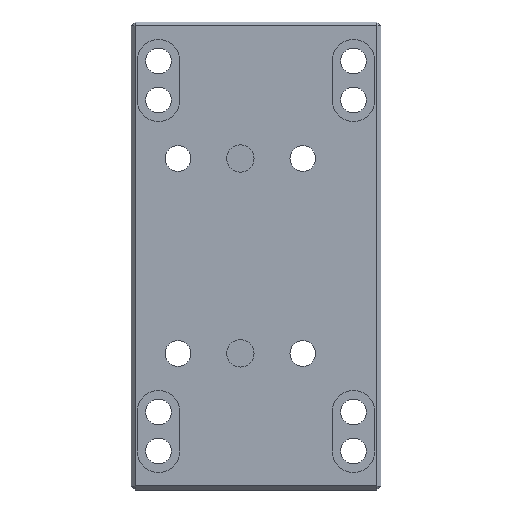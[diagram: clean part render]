
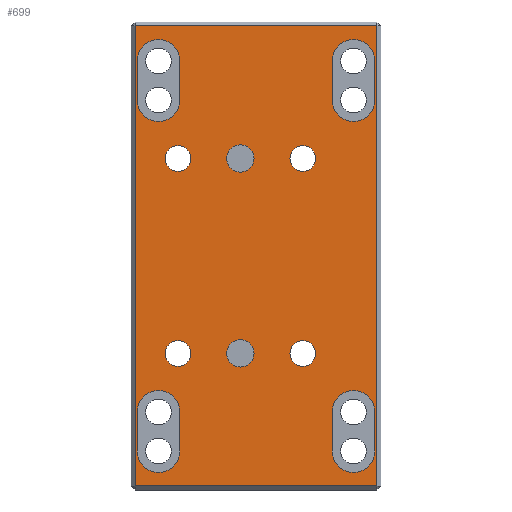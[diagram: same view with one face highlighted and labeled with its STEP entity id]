
A CAD part, top view. The second image highlights one B-rep face of the part: STEP entity #699.
In plain terms, the highlighted planar face has unit normal (0, 0, 1).
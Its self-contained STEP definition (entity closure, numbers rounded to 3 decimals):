
#73=CARTESIAN_POINT('',(-160.614,-221.099,15.0));
#74=VERTEX_POINT('',#73);
#75=CARTESIAN_POINT('',(-160.614,-211.099,15.0));
#76=VERTEX_POINT('',#75);
#77=CARTESIAN_POINT('',(-160.614,-221.099,15.0));
#78=DIRECTION('',(0.0,1.0,0.0));
#79=VECTOR('',#78,10.);
#80=LINE('',#77,#79);
#81=EDGE_CURVE('',#74,#76,#80,.T.);
#113=CARTESIAN_POINT('',(-149.614,-211.099,15.0));
#114=VERTEX_POINT('',#113);
#115=CARTESIAN_POINT('',(-149.614,-221.099,15.0));
#116=VERTEX_POINT('',#115);
#117=CARTESIAN_POINT('',(-149.614,-211.099,15.0));
#118=DIRECTION('',(0.0,-1.0,0.0));
#119=VECTOR('',#118,10.);
#120=LINE('',#117,#119);
#121=EDGE_CURVE('',#114,#116,#120,.T.);
#153=CARTESIAN_POINT('',(-110.614,-221.099,15.0));
#154=VERTEX_POINT('',#153);
#155=CARTESIAN_POINT('',(-110.614,-211.099,15.0));
#156=VERTEX_POINT('',#155);
#157=CARTESIAN_POINT('',(-110.614,-221.099,15.0));
#158=DIRECTION('',(0.0,1.0,0.0));
#159=VECTOR('',#158,10.);
#160=LINE('',#157,#159);
#161=EDGE_CURVE('',#154,#156,#160,.T.);
#193=CARTESIAN_POINT('',(-99.614,-211.099,15.0));
#194=VERTEX_POINT('',#193);
#195=CARTESIAN_POINT('',(-99.614,-221.099,15.0));
#196=VERTEX_POINT('',#195);
#197=CARTESIAN_POINT('',(-99.614,-211.099,15.0));
#198=DIRECTION('',(0.0,-1.0,0.0));
#199=VECTOR('',#198,10.);
#200=LINE('',#197,#199);
#201=EDGE_CURVE('',#194,#196,#200,.T.);
#233=CARTESIAN_POINT('',(-99.614,-301.099,15.0));
#234=VERTEX_POINT('',#233);
#235=CARTESIAN_POINT('',(-99.614,-311.099,15.0));
#236=VERTEX_POINT('',#235);
#237=CARTESIAN_POINT('',(-99.614,-301.099,15.0));
#238=DIRECTION('',(0.0,-1.0,0.0));
#239=VECTOR('',#238,10.);
#240=LINE('',#237,#239);
#241=EDGE_CURVE('',#234,#236,#240,.T.);
#273=CARTESIAN_POINT('',(-110.614,-311.099,15.0));
#274=VERTEX_POINT('',#273);
#275=CARTESIAN_POINT('',(-110.614,-301.099,15.0));
#276=VERTEX_POINT('',#275);
#277=CARTESIAN_POINT('',(-110.614,-311.099,15.0));
#278=DIRECTION('',(0.0,1.0,0.0));
#279=VECTOR('',#278,10.);
#280=LINE('',#277,#279);
#281=EDGE_CURVE('',#274,#276,#280,.T.);
#313=CARTESIAN_POINT('',(-149.614,-301.099,15.0));
#314=VERTEX_POINT('',#313);
#315=CARTESIAN_POINT('',(-149.614,-311.099,15.0));
#316=VERTEX_POINT('',#315);
#317=CARTESIAN_POINT('',(-149.614,-301.099,15.0));
#318=DIRECTION('',(0.0,-1.0,0.0));
#319=VECTOR('',#318,10.);
#320=LINE('',#317,#319);
#321=EDGE_CURVE('',#314,#316,#320,.T.);
#353=CARTESIAN_POINT('',(-160.614,-311.099,15.0));
#354=VERTEX_POINT('',#353);
#355=CARTESIAN_POINT('',(-160.614,-301.099,15.0));
#356=VERTEX_POINT('',#355);
#357=CARTESIAN_POINT('',(-160.614,-311.099,15.0));
#358=DIRECTION('',(0.0,1.0,0.0));
#359=VECTOR('',#358,10.);
#360=LINE('',#357,#359);
#361=EDGE_CURVE('',#354,#356,#360,.T.);
#402=CARTESIAN_POINT('',(-155.114,-211.099,15.0));
#403=DIRECTION('',(0.0,0.0,-1.0));
#404=DIRECTION('',(1.0,0.0,0.0));
#405=AXIS2_PLACEMENT_3D('',#402,#403,#404);
#406=CIRCLE('',#405,5.5);
#407=EDGE_CURVE('',#76,#114,#406,.T.);
#466=CARTESIAN_POINT('',(-105.114,-211.099,15.0));
#467=DIRECTION('',(0.0,0.0,-1.0));
#468=DIRECTION('',(1.0,0.0,0.0));
#469=AXIS2_PLACEMENT_3D('',#466,#467,#468);
#470=CIRCLE('',#469,5.5);
#471=EDGE_CURVE('',#156,#194,#470,.T.);
#530=CARTESIAN_POINT('',(-105.114,-311.099,15.0));
#531=DIRECTION('',(0.0,0.0,-1.0));
#532=DIRECTION('',(1.0,0.0,0.0));
#533=AXIS2_PLACEMENT_3D('',#530,#531,#532);
#534=CIRCLE('',#533,5.5);
#535=EDGE_CURVE('',#236,#274,#534,.T.);
#540=CARTESIAN_POINT('',(-130.114,-261.099,15.0));
#541=DIRECTION('',(0.0,0.0,1.0));
#542=DIRECTION('',(1.0,0.0,0.0));
#543=AXIS2_PLACEMENT_3D('',#540,#541,#542);
#544=PLANE('',#543);
#545=CARTESIAN_POINT('',(-161.114,-202.099,15.0));
#546=VERTEX_POINT('',#545);
#547=CARTESIAN_POINT('',(-99.114,-202.099,15.0));
#548=VERTEX_POINT('',#547);
#549=CARTESIAN_POINT('',(-161.114,-202.099,15.0));
#550=DIRECTION('',(1.0,0.0,0.0));
#551=VECTOR('',#550,62.);
#552=LINE('',#549,#551);
#553=EDGE_CURVE('',#546,#548,#552,.T.);
#554=ORIENTED_EDGE('',*,*,#553,.F.);
#555=CARTESIAN_POINT('',(-161.114,-320.099,15.0));
#556=VERTEX_POINT('',#555);
#557=CARTESIAN_POINT('',(-161.114,-320.099,15.0));
#558=DIRECTION('',(0.0,1.0,0.0));
#559=VECTOR('',#558,118.);
#560=LINE('',#557,#559);
#561=EDGE_CURVE('',#556,#546,#560,.T.);
#562=ORIENTED_EDGE('',*,*,#561,.F.);
#563=CARTESIAN_POINT('',(-99.114,-320.099,15.0));
#564=VERTEX_POINT('',#563);
#565=CARTESIAN_POINT('',(-99.114,-320.099,15.0));
#566=DIRECTION('',(-1.0,0.0,0.0));
#567=VECTOR('',#566,62.);
#568=LINE('',#565,#567);
#569=EDGE_CURVE('',#564,#556,#568,.T.);
#570=ORIENTED_EDGE('',*,*,#569,.F.);
#571=CARTESIAN_POINT('',(-99.114,-202.099,15.0));
#572=DIRECTION('',(0.0,-1.0,0.0));
#573=VECTOR('',#572,118.);
#574=LINE('',#571,#573);
#575=EDGE_CURVE('',#548,#564,#574,.T.);
#576=ORIENTED_EDGE('',*,*,#575,.F.);
#577=EDGE_LOOP('',(#554,#562,#570,#576));
#578=FACE_OUTER_BOUND('',#577,.T.);
#579=ORIENTED_EDGE('',*,*,#81,.T.);
#580=ORIENTED_EDGE('',*,*,#407,.T.);
#581=ORIENTED_EDGE('',*,*,#121,.T.);
#582=CARTESIAN_POINT('',(-155.114,-221.099,15.0));
#583=DIRECTION('',(0.0,0.0,-1.0));
#584=DIRECTION('',(1.0,0.0,0.0));
#585=AXIS2_PLACEMENT_3D('',#582,#583,#584);
#586=CIRCLE('',#585,5.5);
#587=EDGE_CURVE('',#116,#74,#586,.T.);
#588=ORIENTED_EDGE('',*,*,#587,.T.);
#589=EDGE_LOOP('',(#579,#580,#581,#588));
#590=FACE_BOUND('',#589,.T.);
#591=ORIENTED_EDGE('',*,*,#161,.T.);
#592=ORIENTED_EDGE('',*,*,#471,.T.);
#593=ORIENTED_EDGE('',*,*,#201,.T.);
#594=CARTESIAN_POINT('',(-105.114,-221.099,15.0));
#595=DIRECTION('',(0.0,0.0,-1.0));
#596=DIRECTION('',(1.0,0.0,0.0));
#597=AXIS2_PLACEMENT_3D('',#594,#595,#596);
#598=CIRCLE('',#597,5.5);
#599=EDGE_CURVE('',#196,#154,#598,.T.);
#600=ORIENTED_EDGE('',*,*,#599,.T.);
#601=EDGE_LOOP('',(#591,#592,#593,#600));
#602=FACE_BOUND('',#601,.T.);
#603=ORIENTED_EDGE('',*,*,#241,.T.);
#604=ORIENTED_EDGE('',*,*,#535,.T.);
#605=ORIENTED_EDGE('',*,*,#281,.T.);
#606=CARTESIAN_POINT('',(-105.114,-301.099,15.0));
#607=DIRECTION('',(0.0,0.0,-1.0));
#608=DIRECTION('',(1.0,0.0,0.0));
#609=AXIS2_PLACEMENT_3D('',#606,#607,#608);
#610=CIRCLE('',#609,5.5);
#611=EDGE_CURVE('',#276,#234,#610,.T.);
#612=ORIENTED_EDGE('',*,*,#611,.T.);
#613=EDGE_LOOP('',(#603,#604,#605,#612));
#614=FACE_BOUND('',#613,.T.);
#615=ORIENTED_EDGE('',*,*,#321,.T.);
#616=CARTESIAN_POINT('',(-155.114,-311.099,15.0));
#617=DIRECTION('',(0.0,0.0,-1.0));
#618=DIRECTION('',(1.0,0.0,0.0));
#619=AXIS2_PLACEMENT_3D('',#616,#617,#618);
#620=CIRCLE('',#619,5.5);
#621=EDGE_CURVE('',#316,#354,#620,.T.);
#622=ORIENTED_EDGE('',*,*,#621,.T.);
#623=ORIENTED_EDGE('',*,*,#361,.T.);
#624=CARTESIAN_POINT('',(-155.114,-301.099,15.0));
#625=DIRECTION('',(0.0,0.0,-1.0));
#626=DIRECTION('',(1.0,0.0,0.0));
#627=AXIS2_PLACEMENT_3D('',#624,#625,#626);
#628=CIRCLE('',#627,5.5);
#629=EDGE_CURVE('',#356,#314,#628,.T.);
#630=ORIENTED_EDGE('',*,*,#629,.T.);
#631=EDGE_LOOP('',(#615,#622,#623,#630));
#632=FACE_BOUND('',#631,.T.);
#633=CARTESIAN_POINT('',(-146.814,-286.099,15.0));
#634=VERTEX_POINT('',#633);
#635=CARTESIAN_POINT('',(-150.114,-286.099,15.0));
#636=DIRECTION('',(0.0,0.0,-1.0));
#637=DIRECTION('',(-1.0,0.0,0.0));
#638=AXIS2_PLACEMENT_3D('',#635,#636,#637);
#639=CIRCLE('',#638,3.3);
#640=EDGE_CURVE('',#634,#634,#639,.T.);
#641=ORIENTED_EDGE('',*,*,#640,.T.);
#642=EDGE_LOOP('',(#641));
#643=FACE_BOUND('',#642,.T.);
#644=CARTESIAN_POINT('',(-114.814,-286.099,15.0));
#645=VERTEX_POINT('',#644);
#646=CARTESIAN_POINT('',(-118.114,-286.099,15.0));
#647=DIRECTION('',(0.0,0.0,-1.0));
#648=DIRECTION('',(-1.0,0.0,0.0));
#649=AXIS2_PLACEMENT_3D('',#646,#647,#648);
#650=CIRCLE('',#649,3.3);
#651=EDGE_CURVE('',#645,#645,#650,.T.);
#652=ORIENTED_EDGE('',*,*,#651,.T.);
#653=EDGE_LOOP('',(#652));
#654=FACE_BOUND('',#653,.T.);
#655=CARTESIAN_POINT('',(-146.814,-236.099,15.0));
#656=VERTEX_POINT('',#655);
#657=CARTESIAN_POINT('',(-150.114,-236.099,15.0));
#658=DIRECTION('',(0.0,0.0,-1.0));
#659=DIRECTION('',(-1.0,0.0,0.0));
#660=AXIS2_PLACEMENT_3D('',#657,#658,#659);
#661=CIRCLE('',#660,3.3);
#662=EDGE_CURVE('',#656,#656,#661,.T.);
#663=ORIENTED_EDGE('',*,*,#662,.T.);
#664=EDGE_LOOP('',(#663));
#665=FACE_BOUND('',#664,.T.);
#666=CARTESIAN_POINT('',(-114.814,-236.099,15.0));
#667=VERTEX_POINT('',#666);
#668=CARTESIAN_POINT('',(-118.114,-236.099,15.0));
#669=DIRECTION('',(0.0,0.0,-1.0));
#670=DIRECTION('',(-1.0,0.0,0.0));
#671=AXIS2_PLACEMENT_3D('',#668,#669,#670);
#672=CIRCLE('',#671,3.3);
#673=EDGE_CURVE('',#667,#667,#672,.T.);
#674=ORIENTED_EDGE('',*,*,#673,.T.);
#675=EDGE_LOOP('',(#674));
#676=FACE_BOUND('',#675,.T.);
#677=CARTESIAN_POINT('',(-130.614,-286.099,15.0));
#678=VERTEX_POINT('',#677);
#679=CARTESIAN_POINT('',(-134.114,-286.099,15.0));
#680=DIRECTION('',(0.0,0.0,-1.0));
#681=DIRECTION('',(1.0,0.0,0.0));
#682=AXIS2_PLACEMENT_3D('',#679,#680,#681);
#683=CIRCLE('',#682,3.5);
#684=EDGE_CURVE('',#678,#678,#683,.T.);
#685=ORIENTED_EDGE('',*,*,#684,.T.);
#686=EDGE_LOOP('',(#685));
#687=FACE_BOUND('',#686,.T.);
#688=CARTESIAN_POINT('',(-130.614,-236.099,15.0));
#689=VERTEX_POINT('',#688);
#690=CARTESIAN_POINT('',(-134.114,-236.099,15.0));
#691=DIRECTION('',(0.0,0.0,-1.0));
#692=DIRECTION('',(1.0,0.0,0.0));
#693=AXIS2_PLACEMENT_3D('',#690,#691,#692);
#694=CIRCLE('',#693,3.5);
#695=EDGE_CURVE('',#689,#689,#694,.T.);
#696=ORIENTED_EDGE('',*,*,#695,.T.);
#697=EDGE_LOOP('',(#696));
#698=FACE_BOUND('',#697,.T.);
#699=ADVANCED_FACE('',(#578,#590,#602,#614,#632,#643,#654,#665,#676,#687,#698),#544,.T.);
